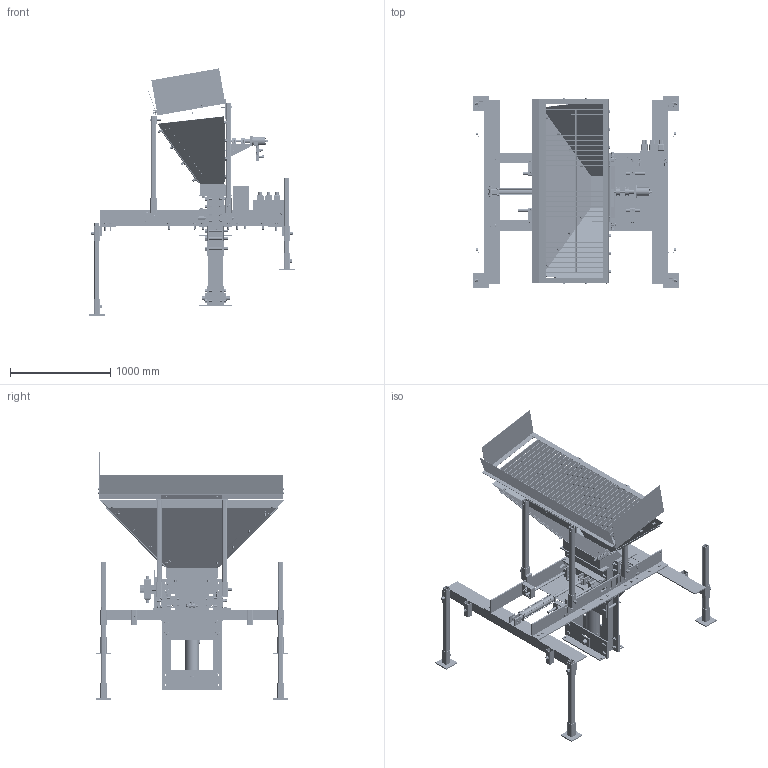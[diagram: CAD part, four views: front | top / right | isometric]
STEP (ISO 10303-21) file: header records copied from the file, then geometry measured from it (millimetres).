
FILE_DESCRIPTION(/* description */ ('Alibre Inc.'),/* implementation_level */ '2;1');
FILE_NAME(/* name */ 'export0',/* time_stamp */ '2014-03-25T17:52:33-05:00',/* author */ (''),/* organization */ (''),/* preprocessor_version */ 'ST-DEVELOPER v14',/* originating_system */ 'Alibre',/* authorisation */ '');
FILE_SCHEMA (('CONFIG_CONTROL_DESIGN'));
Products named in the file (153): ID_1; ID_2; ID_3; ID_4; ID_5; ID_6; ID_7; ID_8; ID_9; ID_10; ID_11; ID_12; ID_13; ID_14; ID_15; ID_16; ID_17; ID_18; ID_19; ID_20; ID_21; ID_22; ID_23; ID_24; ID_25; ID_26; ID_27; ID_28; ID_29; ID_30; ID_31; ID_32; ID_33; ID_34; ID_35; ID_36; ID_37; ID_38; ID_39; ID_40 ...
Bounding box: 2044.7 x 1918.21 x 2465.48 mm (x, y, z)
Volume: 128377119.7 mm3; surface area: 33324032.9 mm2
Topology: 414 solids, 414 shells, 8471 faces, 20261 edges, 12881 vertices
Faces by surface type: plane 4572, cylinder 2176, cone 1584, torus 83, bspline 48, sphere 8
Full cylindrical faces by diameter (mm): 6.35 x4, 8.001 x4, 12.7 x14, 13.244 x16, 13.494 x16, 13.619 x4, 14.287 x6, 14.288 x2, 15.875 x16, 16.256 x2, 16.307 x76, 19.05 x8, 19.304 x2, 19.812 x16, 19.844 x32, 20.32 x6, 20.637 x14, 22.225 x16, 25.4 x74, 25.527 x30, 25.654 x4, 27.94 x4, 31.75 x24, 32.868 x8, 53.975 x2
Entity records: 121635 total; most frequent: CARTESIAN_POINT 29104, ORIENTED_EDGE 14630, DIRECTION 13832, EDGE_CURVE 7315, AXIS2_PLACEMENT_3D 5526, VERTEX_POINT 4831, VECTOR 4404, LINE 4404
